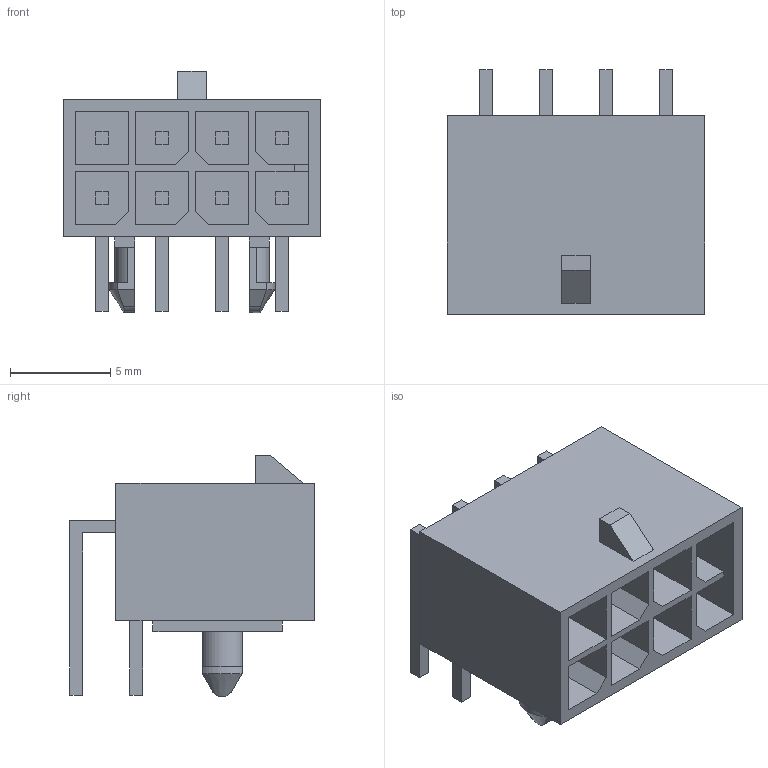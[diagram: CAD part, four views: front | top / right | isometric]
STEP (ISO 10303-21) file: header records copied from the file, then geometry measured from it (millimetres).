
FILE_DESCRIPTION(/* description */ (''),/* implementation_level */ '2;1');
FILE_NAME(/* name */ '2125280801wbm000_01_214.stp',/* time_stamp */ '2023-11-06T10:49:37+05:00',/* author */ (''),/* organization */ (''),/* preprocessor_version */ 'ST-DEVELOPER v16.7',/* originating_system */ 'SIEMENS PLM Software NX 1919',/* authorisation */ '');
FILE_SCHEMA (('AUTOMOTIVE_DESIGN { 1 0 10303 214 3 1 1 1 }'));
Length unit declared in the file: millimetre
Products named in the file (1): 2125280801wbm000_01
Bounding box: 12.85 x 12.22 x 12.05 mm (x, y, z)
Volume: 568.4 mm3; surface area: 1391.1 mm2
Topology: 1 solids, 1 shells, 177 faces, 441 edges, 292 vertices
Faces by surface type: plane 169, cylinder 6, cone 2
Entity records: 5245 total; most frequent: CARTESIAN_POINT 985, ORIENTED_EDGE 882, DIRECTION 803, EDGE_CURVE 441, LINE 423, VECTOR 423, VERTEX_POINT 292, EDGE_LOOP 203
